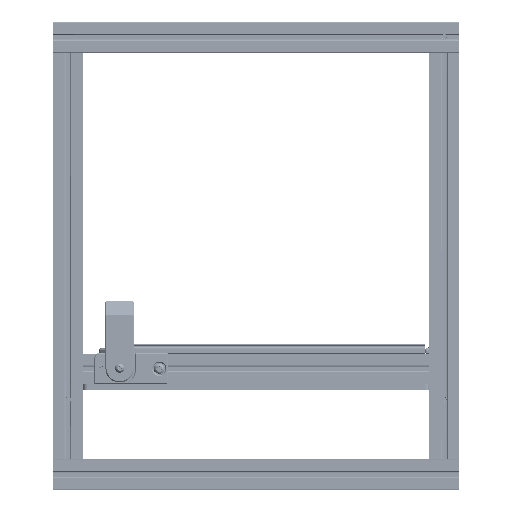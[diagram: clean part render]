
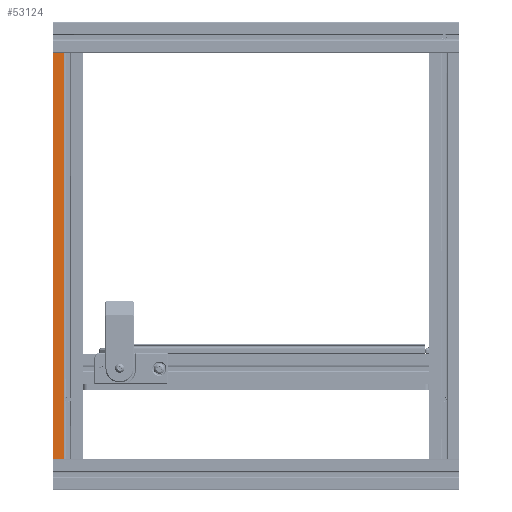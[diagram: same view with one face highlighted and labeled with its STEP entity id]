
A CAD part, left-side view. The second image highlights one B-rep face of the part: STEP entity #53124.
In plain terms, the highlighted planar face has unit normal (-1, 0, 0).
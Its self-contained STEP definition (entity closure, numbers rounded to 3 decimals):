
#3830=FACE_OUTER_BOUND('',#6809,.T.);
#6809=EDGE_LOOP('',(#38692,#38693,#38694,#38695));
#12548=LINE('',#80487,#17725);
#12611=LINE('',#80733,#17788);
#12670=LINE('',#80890,#17847);
#12671=LINE('',#80892,#17848);
#17725=VECTOR('',#64552,1000.);
#17788=VECTOR('',#64739,1000.);
#17847=VECTOR('',#64918,1000.);
#17848=VECTOR('',#64921,1000.);
#22781=VERTEX_POINT('',#80484);
#22782=VERTEX_POINT('',#80486);
#22902=VERTEX_POINT('',#80730);
#22903=VERTEX_POINT('',#80732);
#28625=EDGE_CURVE('',#22781,#22782,#12548,.T.);
#28749=EDGE_CURVE('',#22903,#22902,#12611,.T.);
#28828=EDGE_CURVE('',#22781,#22903,#12670,.T.);
#28829=EDGE_CURVE('',#22782,#22902,#12671,.T.);
#38692=ORIENTED_EDGE('',*,*,#28749,.T.);
#38693=ORIENTED_EDGE('',*,*,#28829,.F.);
#38694=ORIENTED_EDGE('',*,*,#28625,.F.);
#38695=ORIENTED_EDGE('',*,*,#28828,.T.);
#51383=PLANE('',#57000);
#53124=ADVANCED_FACE('',(#3830),#51383,.F.);
#57000=AXIS2_PLACEMENT_3D('',#80891,#64919,#64920);
#64552=DIRECTION('',(0.,-1.,0.));
#64739=DIRECTION('',(0.,-1.,0.));
#64918=DIRECTION('',(0.,0.,-1.));
#64919=DIRECTION('center_axis',(1.,0.,0.));
#64920=DIRECTION('ref_axis',(0.,1.,0.));
#64921=DIRECTION('',(0.,0.,-1.));
#80484=CARTESIAN_POINT('',(-7.5,7.25,100.));
#80486=CARTESIAN_POINT('',(-7.5,1.75,100.));
#80487=CARTESIAN_POINT('',(-7.5,1.75,100.));
#80730=CARTESIAN_POINT('',(-7.5,1.75,-100.));
#80732=CARTESIAN_POINT('',(-7.5,7.25,-100.));
#80733=CARTESIAN_POINT('',(-7.5,1.75,-100.));
#80890=CARTESIAN_POINT('',(-7.5,7.25,100.));
#80891=CARTESIAN_POINT('Origin',(-7.5,1.75,100.));
#80892=CARTESIAN_POINT('',(-7.5,1.75,100.));
